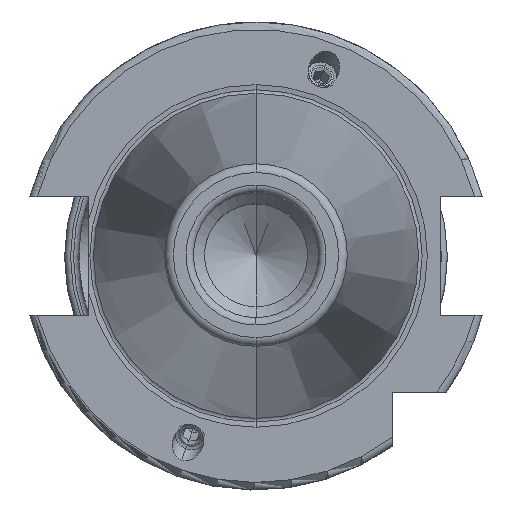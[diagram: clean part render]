
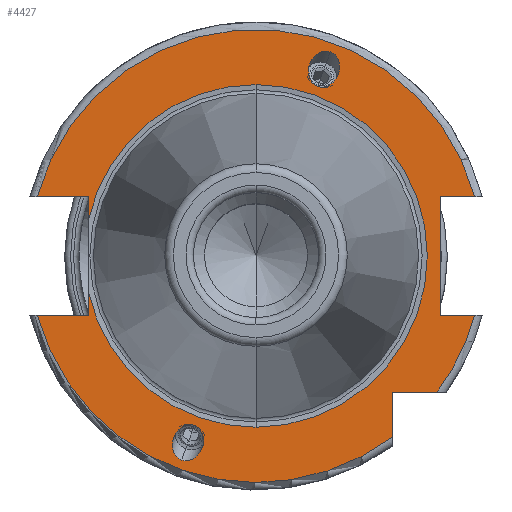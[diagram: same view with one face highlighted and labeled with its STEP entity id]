
A CAD part, top view. The second image highlights one B-rep face of the part: STEP entity #4427.
In plain terms, the highlighted planar face has unit normal (0, 0, 1).
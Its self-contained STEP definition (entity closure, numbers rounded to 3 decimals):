
#301=CARTESIAN_POINT('',(0,0,18.1));
#302=DIRECTION('',(0,0,1));
#303=DIRECTION('',(0,1,0));
#304=AXIS2_PLACEMENT_3D('',#301,#302,#303);
#314=CARTESIAN_POINT('',(0,0,18.1));
#315=DIRECTION('',(0,0,1));
#316=DIRECTION('',(-0.976,-0.22,0));
#317=AXIS2_PLACEMENT_3D('',#314,#315,#316);
#1125=DIRECTION('',(1,0,0));
#1126=VECTOR('',#1125,7.004);
#1127=CARTESIAN_POINT('',(-29.704,-8.05,18.1));
#1128=LINE('',#1127,#1126);
#1129=DIRECTION('',(0,1,0));
#1130=VECTOR('',#1129,2.939);
#1131=CARTESIAN_POINT('',(-22.7,-8.05,18.1));
#1132=LINE('',#1131,#1130);
#1133=DIRECTION('',(0,1,0));
#1134=VECTOR('',#1133,2.939);
#1135=CARTESIAN_POINT('',(-22.7,5.111,18.1));
#1136=LINE('',#1135,#1134);
#1137=DIRECTION('',(1,0,0));
#1138=VECTOR('',#1137,7.004);
#1139=CARTESIAN_POINT('',(-29.704,8.05,18.1));
#1140=LINE('',#1139,#1138);
#1141=DIRECTION('',(-1,0,0));
#1142=VECTOR('',#1141,4.704);
#1143=CARTESIAN_POINT('',(29.704,8.05,18.1));
#1144=LINE('',#1143,#1142);
#1145=DIRECTION('',(0,-1,0));
#1146=VECTOR('',#1145,16.1);
#1147=CARTESIAN_POINT('',(25,8.05,18.1));
#1148=LINE('',#1147,#1146);
#1149=DIRECTION('',(-1,0,0));
#1150=VECTOR('',#1149,4.704);
#1151=CARTESIAN_POINT('',(29.704,-8.05,18.1));
#1152=LINE('',#1151,#1150);
#1153=CARTESIAN_POINT('',(0,0,18.1));
#1154=DIRECTION('',(0,0,1));
#1155=DIRECTION('',(0.799,-0.601,0));
#1156=AXIS2_PLACEMENT_3D('',#1153,#1154,#1155);
#1158=DIRECTION('',(-1,0,0));
#1159=VECTOR('',#1158,6.094);
#1160=CARTESIAN_POINT('',(24.594,-18.5,18.1));
#1161=LINE('',#1160,#1159);
#1162=DIRECTION('',(0,1,0));
#1163=VECTOR('',#1162,6.094);
#1164=CARTESIAN_POINT('',(18.5,-24.594,18.1));
#1165=LINE('',#1164,#1163);
#1166=CARTESIAN_POINT('',(8.379,23.02,18.1));
#1167=CARTESIAN_POINT('',(8.152,23.103,18.1));
#1168=CARTESIAN_POINT('',(7.698,23.381,18.1));
#1169=CARTESIAN_POINT('',(7.208,24.17,18.1));
#1170=CARTESIAN_POINT('',(7.094,25.,18.1));
#1171=CARTESIAN_POINT('',(7.174,25.641,18.1));
#1172=CARTESIAN_POINT('',(7.298,26.077,18.1));
#1173=CARTESIAN_POINT('',(7.483,26.49,18.1));
#1174=CARTESIAN_POINT('',(7.834,27.033,18.1));
#1175=CARTESIAN_POINT('',(8.455,27.594,18.1));
#1176=CARTESIAN_POINT('',(9.337,27.884,18.1));
#1177=CARTESIAN_POINT('',(9.863,27.806,18.1));
#1178=CARTESIAN_POINT('',(10.09,27.723,18.1));
#1180=CARTESIAN_POINT('',(10.09,27.723,18.1));
#1181=CARTESIAN_POINT('',(10.318,27.641,18.1));
#1182=CARTESIAN_POINT('',(10.771,27.362,18.1));
#1183=CARTESIAN_POINT('',(11.261,26.573,18.1));
#1184=CARTESIAN_POINT('',(11.375,25.744,18.1));
#1185=CARTESIAN_POINT('',(11.295,25.103,18.1));
#1186=CARTESIAN_POINT('',(11.171,24.667,18.1));
#1187=CARTESIAN_POINT('',(10.986,24.253,18.1));
#1188=CARTESIAN_POINT('',(10.635,23.711,18.1));
#1189=CARTESIAN_POINT('',(10.014,23.149,18.1));
#1190=CARTESIAN_POINT('',(9.133,22.859,18.1));
#1191=CARTESIAN_POINT('',(8.606,22.937,18.1));
#1192=CARTESIAN_POINT('',(8.379,23.02,18.1));
#1194=CARTESIAN_POINT('',(-8.379,-23.02,18.1));
#1195=CARTESIAN_POINT('',(-8.606,-22.937,18.1));
#1196=CARTESIAN_POINT('',(-9.133,-22.859,18.1));
#1197=CARTESIAN_POINT('',(-10.014,-23.149,18.1));
#1198=CARTESIAN_POINT('',(-10.635,-23.711,18.1));
#1199=CARTESIAN_POINT('',(-10.986,-24.253,18.1));
#1200=CARTESIAN_POINT('',(-11.171,-24.667,18.1));
#1201=CARTESIAN_POINT('',(-11.295,-25.103,18.1));
#1202=CARTESIAN_POINT('',(-11.375,-25.744,18.1));
#1203=CARTESIAN_POINT('',(-11.261,-26.573,18.1));
#1204=CARTESIAN_POINT('',(-10.771,-27.362,18.1));
#1205=CARTESIAN_POINT('',(-10.318,-27.641,18.1));
#1206=CARTESIAN_POINT('',(-10.09,-27.723,18.1));
#1208=CARTESIAN_POINT('',(-10.09,-27.723,18.1));
#1209=CARTESIAN_POINT('',(-9.863,-27.806,18.1));
#1210=CARTESIAN_POINT('',(-9.337,-27.884,18.1));
#1211=CARTESIAN_POINT('',(-8.455,-27.594,18.1));
#1212=CARTESIAN_POINT('',(-7.834,-27.033,18.1));
#1213=CARTESIAN_POINT('',(-7.483,-26.49,18.1));
#1214=CARTESIAN_POINT('',(-7.298,-26.077,18.1));
#1215=CARTESIAN_POINT('',(-7.174,-25.641,18.1));
#1216=CARTESIAN_POINT('',(-7.094,-25.,18.1));
#1217=CARTESIAN_POINT('',(-7.208,-24.17,18.1));
#1218=CARTESIAN_POINT('',(-7.698,-23.381,18.1));
#1219=CARTESIAN_POINT('',(-8.152,-23.103,18.1));
#1220=CARTESIAN_POINT('',(-8.379,-23.02,18.1));
#1222=CARTESIAN_POINT('',(0,0,18.1));
#1223=DIRECTION('',(0,0,-1));
#1224=DIRECTION('',(0,1,0));
#1225=AXIS2_PLACEMENT_3D('',#1222,#1223,#1224);
#2132=CARTESIAN_POINT('',(0,0,18.1));
#2133=DIRECTION('',(0,0,1));
#2134=DIRECTION('',(0.965,0.262,0));
#2135=AXIS2_PLACEMENT_3D('',#2132,#2133,#2134);
#2183=CARTESIAN_POINT('',(0,0,18.1));
#2184=DIRECTION('',(0,0,1));
#2185=DIRECTION('',(-0.965,-0.262,0));
#2186=AXIS2_PLACEMENT_3D('',#2183,#2184,#2185);
#2859=CARTESIAN_POINT('',(-29.704,-8.05,18.1));
#2860=CARTESIAN_POINT('',(-22.7,-8.05,18.1));
#2861=VERTEX_POINT('',#2859);
#2862=VERTEX_POINT('',#2860);
#2863=CARTESIAN_POINT('',(-22.7,-5.111,18.1));
#2864=VERTEX_POINT('',#2863);
#2865=CARTESIAN_POINT('',(-22.7,5.111,18.1));
#2866=CARTESIAN_POINT('',(-22.7,8.05,18.1));
#2867=VERTEX_POINT('',#2865);
#2868=VERTEX_POINT('',#2866);
#2869=CARTESIAN_POINT('',(-29.704,8.05,18.1));
#2870=VERTEX_POINT('',#2869);
#2871=CARTESIAN_POINT('',(25,8.05,18.1));
#2872=CARTESIAN_POINT('',(25,-8.05,18.1));
#2873=VERTEX_POINT('',#2871);
#2874=VERTEX_POINT('',#2872);
#2875=CARTESIAN_POINT('',(29.704,-8.05,18.1));
#2876=VERTEX_POINT('',#2875);
#2877=CARTESIAN_POINT('',(29.704,8.05,18.1));
#2878=VERTEX_POINT('',#2877);
#2879=CARTESIAN_POINT('',(18.5,-24.594,18.1));
#2880=CARTESIAN_POINT('',(18.5,-18.5,18.1));
#2881=VERTEX_POINT('',#2879);
#2882=VERTEX_POINT('',#2880);
#2883=CARTESIAN_POINT('',(24.594,-18.5,18.1));
#2884=VERTEX_POINT('',#2883);
#2933=CARTESIAN_POINT('',(0,23.268,18.1));
#2934=VERTEX_POINT('',#2933);
#2935=CARTESIAN_POINT('',(0,-23.268,18.1));
#2936=VERTEX_POINT('',#2935);
#2977=CARTESIAN_POINT('',(8.379,23.02,18.1));
#2979=VERTEX_POINT('',#2977);
#2985=VERTEX_POINT('',#1178);
#3006=CARTESIAN_POINT('',(-8.379,-23.02,18.1));
#3008=VERTEX_POINT('',#3006);
#3014=CARTESIAN_POINT('',(-10.09,-27.723,18.1));
#3015=VERTEX_POINT('',#3014);
#4383=CARTESIAN_POINT('',(0,0,18.1));
#4384=DIRECTION('',(0,0,-1));
#4385=DIRECTION('',(0,-1,0));
#4386=AXIS2_PLACEMENT_3D('',#4383,#4384,#4385);
#4387=PLANE('',#4386);
#4388=ORIENTED_EDGE('',*,*,#4344,.T.);
#4389=ORIENTED_EDGE('',*,*,#3625,.T.);
#4390=ORIENTED_EDGE('',*,*,#3600,.T.);
#4392=ORIENTED_EDGE('',*,*,#4391,.F.);
#4393=ORIENTED_EDGE('',*,*,#3593,.T.);
#4394=ORIENTED_EDGE('',*,*,#3622,.T.);
#4396=ORIENTED_EDGE('',*,*,#4395,.F.);
#4398=ORIENTED_EDGE('',*,*,#4397,.F.);
#4400=ORIENTED_EDGE('',*,*,#4399,.T.);
#4402=ORIENTED_EDGE('',*,*,#4401,.T.);
#4404=ORIENTED_EDGE('',*,*,#4403,.F.);
#4406=ORIENTED_EDGE('',*,*,#4405,.F.);
#4408=ORIENTED_EDGE('',*,*,#4407,.T.);
#4410=ORIENTED_EDGE('',*,*,#4409,.F.);
#4412=ORIENTED_EDGE('',*,*,#4411,.F.);
#4413=EDGE_LOOP('',(#4388,#4389,#4390,#4392,#4393,#4394,#4396,#4398,#4400,#4402,
#4404,#4406,#4408,#4410,#4412));
#4414=FACE_OUTER_BOUND('',#4413,.F.);
#4416=ORIENTED_EDGE('',*,*,#4415,.F.);
#4418=ORIENTED_EDGE('',*,*,#4417,.F.);
#4419=EDGE_LOOP('',(#4416,#4418));
#4420=FACE_BOUND('',#4419,.F.);
#4422=ORIENTED_EDGE('',*,*,#4421,.T.);
#4424=ORIENTED_EDGE('',*,*,#4423,.T.);
#4425=EDGE_LOOP('',(#4422,#4424));
#4426=FACE_BOUND('',#4425,.F.);
#4427=ADVANCED_FACE('',(#4414,#4420,#4426),#4387,.F.);
#305=CIRCLE('',#304,23.268);
#318=CIRCLE('',#317,23.268);
#1157=CIRCLE('',#1156,30.775);
#1179=B_SPLINE_CURVE_WITH_KNOTS('',3,(#1166,#1167,#1168,#1169,#1170,#1171,#1172,
#1173,#1174,#1175,#1176,#1177,#1178),.UNSPECIFIED.,.F.,.F.,(4,1,1,1,1,1,1,1,1,1,
4),(0,0.125,0.25,0.375,0.438,0.5,0.563,0.625,0.75,0.875,
1.0),.UNSPECIFIED.);
#1193=B_SPLINE_CURVE_WITH_KNOTS('',3,(#1180,#1181,#1182,#1183,#1184,#1185,#1186,
#1187,#1188,#1189,#1190,#1191,#1192),.UNSPECIFIED.,.F.,.F.,(4,1,1,1,1,1,1,1,1,1,
4),(0,0.125,0.25,0.375,0.438,0.5,0.563,0.625,0.75,0.875,
1.0),.UNSPECIFIED.);
#1207=B_SPLINE_CURVE_WITH_KNOTS('',3,(#1194,#1195,#1196,#1197,#1198,#1199,#1200,
#1201,#1202,#1203,#1204,#1205,#1206),.UNSPECIFIED.,.F.,.F.,(4,1,1,1,1,1,1,1,1,1,
4),(0,0.125,0.25,0.375,0.438,0.5,0.563,0.625,0.75,0.875,
1.0),.UNSPECIFIED.);
#1221=B_SPLINE_CURVE_WITH_KNOTS('',3,(#1208,#1209,#1210,#1211,#1212,#1213,#1214,
#1215,#1216,#1217,#1218,#1219,#1220),.UNSPECIFIED.,.F.,.F.,(4,1,1,1,1,1,1,1,1,1,
4),(0,0.125,0.25,0.375,0.438,0.5,0.563,0.625,0.75,0.875,
1.0),.UNSPECIFIED.);
#1226=CIRCLE('',#1225,23.268);
#2136=CIRCLE('',#2135,30.775);
#2187=CIRCLE('',#2186,30.775);
#3593=EDGE_CURVE('',#2934,#2867,#305,.T.);
#3600=EDGE_CURVE('',#2864,#2936,#318,.T.);
#3622=EDGE_CURVE('',#2867,#2868,#1136,.T.);
#3625=EDGE_CURVE('',#2862,#2864,#1132,.T.);
#4344=EDGE_CURVE('',#2861,#2862,#1128,.T.);
#4391=EDGE_CURVE('',#2934,#2936,#1226,.T.);
#4395=EDGE_CURVE('',#2870,#2868,#1140,.T.);
#4397=EDGE_CURVE('',#2878,#2870,#2136,.T.);
#4399=EDGE_CURVE('',#2878,#2873,#1144,.T.);
#4401=EDGE_CURVE('',#2873,#2874,#1148,.T.);
#4403=EDGE_CURVE('',#2876,#2874,#1152,.T.);
#4405=EDGE_CURVE('',#2884,#2876,#1157,.T.);
#4407=EDGE_CURVE('',#2884,#2882,#1161,.T.);
#4409=EDGE_CURVE('',#2881,#2882,#1165,.T.);
#4411=EDGE_CURVE('',#2861,#2881,#2187,.T.);
#4415=EDGE_CURVE('',#2979,#2985,#1179,.T.);
#4417=EDGE_CURVE('',#2985,#2979,#1193,.T.);
#4421=EDGE_CURVE('',#3008,#3015,#1207,.T.);
#4423=EDGE_CURVE('',#3015,#3008,#1221,.T.);
